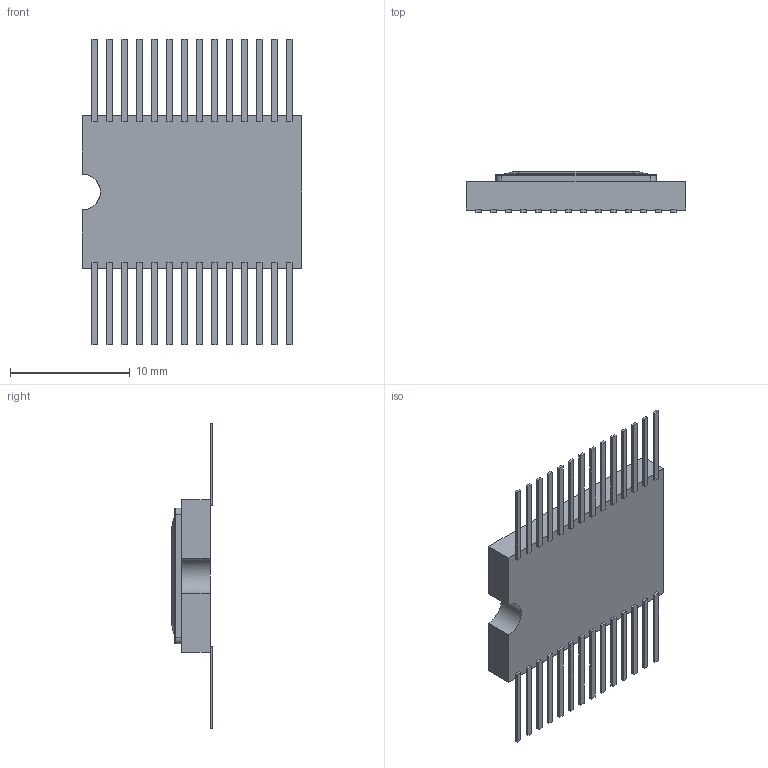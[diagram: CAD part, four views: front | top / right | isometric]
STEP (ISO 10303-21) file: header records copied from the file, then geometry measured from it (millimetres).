
FILE_DESCRIPTION (( 'STEP AP214' ), '1' );
FILE_NAME ('扻豵鵨 4119.28 - 6,8.STEP', '2018-04-28T11:05:12', ( 'Admin' ), ( '' ), 'SwSTEP 2.0', 'SolidWorks 2015', '' );
FILE_SCHEMA (( 'AUTOMOTIVE_DESIGN' ));
Length unit declared in the file: millimetre
Products named in the file (34): ﾂ鏆鮏 4119.28-6, 8; ﾎ魵瑙韃 4119.28-6, 8; 扻豵鵨 4119.28 - 6,8; Êðûøêà 4119.28-6, 8
Assembly tree (30 placements, depth 2):
  ﾂ鏆鮏 4119.28-6, 8
  ﾂ鏆鮏 4119.28-6, 8
  ﾂ鏆鮏 4119.28-6, 8
  ﾂ鏆鮏 4119.28-6, 8
  ﾂ鏆鮏 4119.28-6, 8
Bounding box: 18.3 x 3.45 x 25.5 mm (x, y, z)
Volume: 505 mm3; surface area: 1260.3 mm2
Topology: 30 solids, 30 shells, 407 faces, 991 edges, 650 vertices
Faces by surface type: plane 346, cylinder 37, torus 16, cone 8
Entity records: 9806 total; most frequent: CARTESIAN_POINT 1380, DIRECTION 1339, ORIENTED_EDGE 1334, EDGE_CURVE 667, LINE 553, VECTOR 553, VERTEX_POINT 434, AXIS2_PLACEMENT_3D 393
